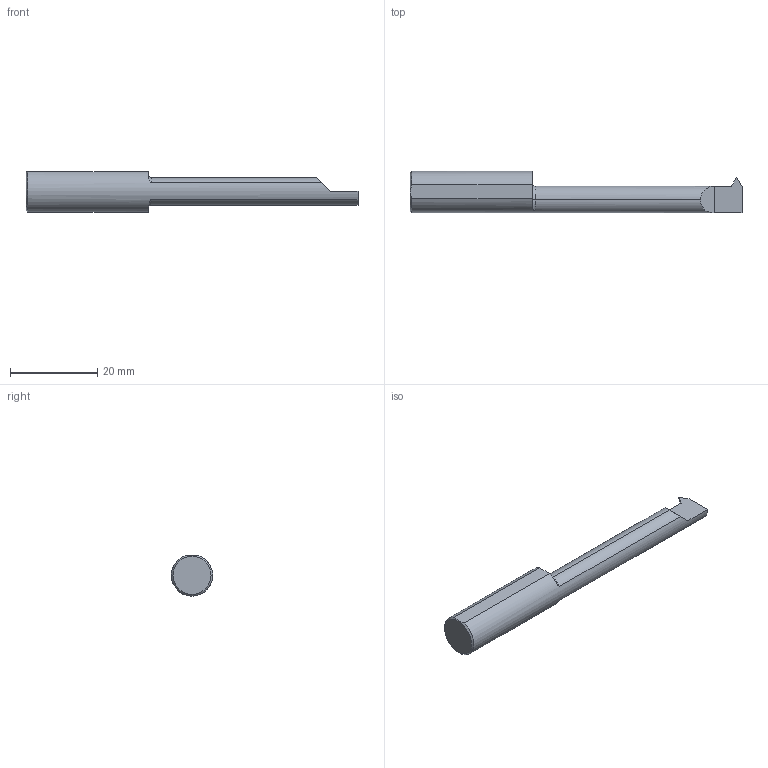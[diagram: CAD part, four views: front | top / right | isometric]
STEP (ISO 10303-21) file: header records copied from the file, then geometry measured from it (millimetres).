
FILE_DESCRIPTION (( 'STEP AP203' ), '1' );
FILE_NAME ('230406-TT3201800.STEP', '2025-04-22T22:50:56', ( '' ), ( '' ), 'SwSTEP 2.0', 'SolidWorks 2024', '' );
FILE_SCHEMA (( 'CONFIG_CONTROL_DESIGN' ));
Length unit declared in the file: inch
Products named in the file (1): 230406-TT3201800
Bounding box: 76.2 x 9.52 x 9.24 mm (x, y, z)
Volume: 3356.8 mm3; surface area: 1891.9 mm2
Topology: 1 solids, 1 shells, 28 faces, 74 edges, 48 vertices
Faces by surface type: plane 19, cylinder 4, torus 3, cone 2
Entity records: 970 total; most frequent: CARTESIAN_POINT 209, ORIENTED_EDGE 148, DIRECTION 139, EDGE_CURVE 74, VERTEX_POINT 48, AXIS2_PLACEMENT_3D 48, LINE 43, VECTOR 43
